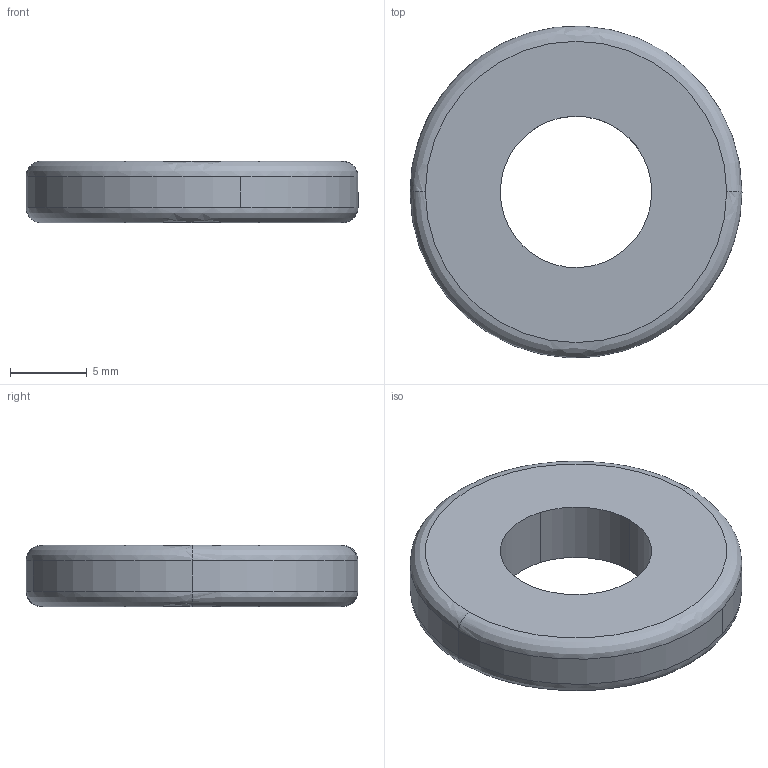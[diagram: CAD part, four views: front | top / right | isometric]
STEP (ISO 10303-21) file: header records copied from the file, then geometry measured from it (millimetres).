
FILE_DESCRIPTION((''),'2;1');
FILE_NAME('VA.stp','2020-04-21T01:20:30',(''),(''),'AutoCAD STEP 2000i','AutoCAD 2000i',', , ');
FILE_SCHEMA(('CONFIG_CONTROL_DESIGN'));
Length unit declared in the file: millimetre
Products named in the file (2): VA; PART1
Assembly tree (1 placements, depth 2):
  VA
    PART1
Bounding box: 21.6 x 21.58 x 4 mm (x, y, z)
Volume: 1132.2 mm3; surface area: 916.5 mm2
Topology: 1 solids, 1 shells, 12 faces, 30 edges, 20 vertices
Faces by surface type: cylinder 6, bspline 4, plane 2
Entity records: 651 total; most frequent: CARTESIAN_POINT 240, DIRECTION 74, ORIENTED_EDGE 60, AXIS2_PLACEMENT_3D 34, EDGE_CURVE 30, CIRCLE 24, VERTEX_POINT 20, EDGE_LOOP 14
